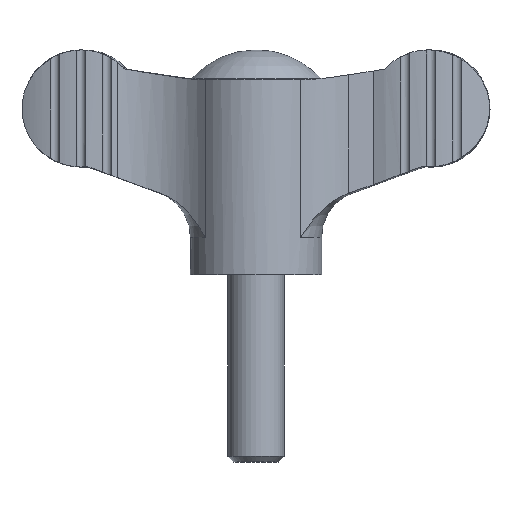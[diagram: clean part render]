
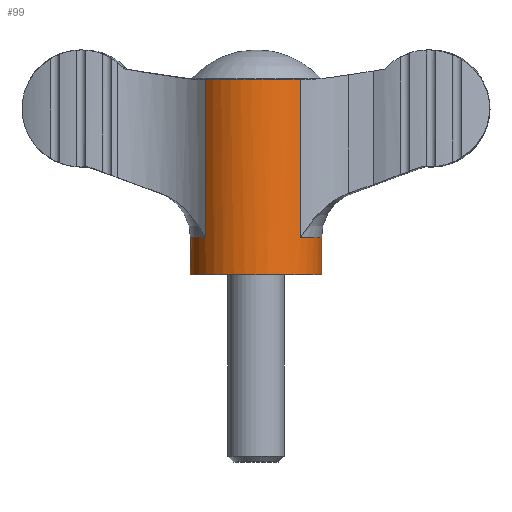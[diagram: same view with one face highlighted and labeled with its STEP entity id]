
A CAD part, top view. The second image highlights one B-rep face of the part: STEP entity #99.
In plain terms, the highlighted cylindrical face has radius 7 mm (diameter 14 mm), a full revolution.
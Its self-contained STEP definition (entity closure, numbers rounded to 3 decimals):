
#99 = ADVANCED_FACE( '', ( #231, #232 ), #233, .T. );
#231 = FACE_OUTER_BOUND( '', #397, .T. );
#232 = FACE_OUTER_BOUND( '', #398, .T. );
#233 = CYLINDRICAL_SURFACE( '', #399, 7. );
#397 = EDGE_LOOP( '', ( #649 ) );
#398 = EDGE_LOOP( '', ( #650, #651, #652, #653, #654, #655, #656, #657 ) );
#399 = AXIS2_PLACEMENT_3D( '', #658, #659, #660 );
#649 = ORIENTED_EDGE( '', *, *, #1083, .F. );
#650 = ORIENTED_EDGE( '', *, *, #1084, .T. );
#651 = ORIENTED_EDGE( '', *, *, #1085, .F. );
#652 = ORIENTED_EDGE( '', *, *, #1086, .F. );
#653 = ORIENTED_EDGE( '', *, *, #1046, .T. );
#654 = ORIENTED_EDGE( '', *, *, #1037, .T. );
#655 = ORIENTED_EDGE( '', *, *, #1087, .F. );
#656 = ORIENTED_EDGE( '', *, *, #1088, .F. );
#657 = ORIENTED_EDGE( '', *, *, #1089, .T. );
#658 = CARTESIAN_POINT( '', ( 0., 0., 0. ) );
#659 = DIRECTION( '', ( 0., 1., 0. ) );
#660 = DIRECTION( '', ( 0., 0., -1. ) );
#1037 = EDGE_CURVE( '', #1257, #1254, #1258, .T. );
#1046 = EDGE_CURVE( '', #1263, #1257, #1272, .T. );
#1083 = EDGE_CURVE( '', #1334, #1334, #1335, .T. );
#1084 = EDGE_CURVE( '', #1336, #1337, #1338, .T. );
#1085 = EDGE_CURVE( '', #1339, #1337, #1340, .T. );
#1086 = EDGE_CURVE( '', #1263, #1339, #1341, .T. );
#1087 = EDGE_CURVE( '', #1342, #1254, #1343, .T. );
#1088 = EDGE_CURVE( '', #1344, #1342, #1345, .T. );
#1089 = EDGE_CURVE( '', #1344, #1336, #1346, .T. );
#1254 = VERTEX_POINT( '', #1730 );
#1257 = VERTEX_POINT( '', #1748 );
#1258 = CIRCLE( '', #1749, 7. );
#1263 = VERTEX_POINT( '', #1769 );
#1272 = LINE( '', #1807, #1808 );
#1334 = VERTEX_POINT( '', #1979 );
#1335 = CIRCLE( '', #1980, 7. );
#1336 = VERTEX_POINT( '', #1981 );
#1337 = VERTEX_POINT( '', #1982 );
#1338 = CIRCLE( '', #1983, 7. );
#1339 = VERTEX_POINT( '', #1984 );
#1340 = LINE( '', #1985, #1986 );
#1341 = CIRCLE( '', #1987, 7. );
#1342 = VERTEX_POINT( '', #1988 );
#1343 = LINE( '', #1989, #1990 );
#1344 = VERTEX_POINT( '', #1991 );
#1345 = CIRCLE( '', #1992, 7. );
#1346 = LINE( '', #1993, #1994 );
#1730 = CARTESIAN_POINT( '', ( -4.732, 3.999, -5.158 ) );
#1748 = CARTESIAN_POINT( '', ( -5.418, 3.999, 4.433 ) );
#1749 = AXIS2_PLACEMENT_3D( '', #2396, #2397, #2398 );
#1769 = CARTESIAN_POINT( '', ( -5.418, 20.889, 4.433 ) );
#1807 = CARTESIAN_POINT( '', ( -5.418, 59.5, 4.433 ) );
#1808 = VECTOR( '', #2403, 1000. );
#1979 = CARTESIAN_POINT( '', ( 0., 0., -7. ) );
#1980 = AXIS2_PLACEMENT_3D( '', #2418, #2419, #2420 );
#1981 = CARTESIAN_POINT( '', ( 5.418, 3.999, -4.433 ) );
#1982 = CARTESIAN_POINT( '', ( 4.732, 3.999, 5.158 ) );
#1983 = AXIS2_PLACEMENT_3D( '', #2421, #2422, #2423 );
#1984 = CARTESIAN_POINT( '', ( 4.732, 20.889, 5.158 ) );
#1985 = CARTESIAN_POINT( '', ( 4.732, 59.5, 5.158 ) );
#1986 = VECTOR( '', #2424, 1000. );
#1987 = AXIS2_PLACEMENT_3D( '', #2425, #2426, #2427 );
#1988 = CARTESIAN_POINT( '', ( -4.732, 20.889, -5.158 ) );
#1989 = CARTESIAN_POINT( '', ( -4.732, 59.5, -5.158 ) );
#1990 = VECTOR( '', #2428, 1000. );
#1991 = CARTESIAN_POINT( '', ( 5.418, 20.889, -4.433 ) );
#1992 = AXIS2_PLACEMENT_3D( '', #2429, #2430, #2431 );
#1993 = CARTESIAN_POINT( '', ( 5.418, 59.5, -4.433 ) );
#1994 = VECTOR( '', #2432, 1000. );
#2396 = CARTESIAN_POINT( '', ( 0., 3.999, 0. ) );
#2397 = DIRECTION( '', ( 0., -1., 0. ) );
#2398 = DIRECTION( '', ( 0., 0., -1. ) );
#2403 = DIRECTION( '', ( 0., -1., 0. ) );
#2418 = CARTESIAN_POINT( '', ( 0., 0., 0. ) );
#2419 = DIRECTION( '', ( 0., -1., 0. ) );
#2420 = DIRECTION( '', ( 0., 0., -1. ) );
#2421 = CARTESIAN_POINT( '', ( 0., 3.999, 0. ) );
#2422 = DIRECTION( '', ( 0., -1., 0. ) );
#2423 = DIRECTION( '', ( 0., 0., -1. ) );
#2424 = DIRECTION( '', ( 0., -1., 0. ) );
#2425 = CARTESIAN_POINT( '', ( 0., 20.889, 0. ) );
#2426 = DIRECTION( '', ( 0., 1., 0. ) );
#2427 = DIRECTION( '', ( 0., 0., 1. ) );
#2428 = DIRECTION( '', ( 0., -1., 0. ) );
#2429 = CARTESIAN_POINT( '', ( 0., 20.889, 0. ) );
#2430 = DIRECTION( '', ( 0., 1., 0. ) );
#2431 = DIRECTION( '', ( 0., 0., 1. ) );
#2432 = DIRECTION( '', ( 0., -1., 0. ) );
